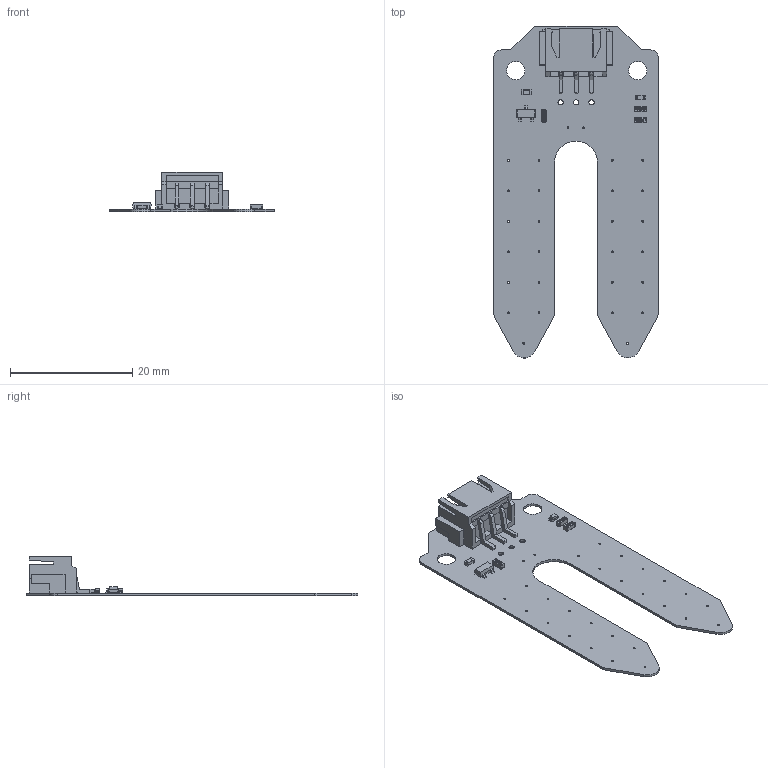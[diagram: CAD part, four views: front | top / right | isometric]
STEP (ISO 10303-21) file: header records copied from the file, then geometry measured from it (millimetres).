
FILE_DESCRIPTION(('Open CASCADE Model'),'2;1');
FILE_NAME('Open CASCADE Shape Model','2019-01-09T08:37:56',('Author'),( 'Open CASCADE'),'Open CASCADE STEP processor 6.8','Open CASCADE 6.8' ,'Unknown');
FILE_SCHEMA(('AUTOMOTIVE_DESIGN { 1 0 10303 214 1 1 1 1 }'));
Length unit declared in the file: millimetre
Products named in the file (14): PCB; Board; C1; CAP_0603L; J1; JACK_3; LED1; User_Library-LED_SMD0603; R1; User_Library-0603(1608M)_Res; R2; Q1; SW3DPS-SOT-23-DEFAULT; R3
Assembly tree (15 placements, depth 3):
  PCB
    Board
    C1
      CAP_0603L
    J1
      JACK_3
    LED1
      User_Library-LED_SMD0603
    R1
      User_Library-0603(1608M)_Res
    R2
      User_Library-0603(1608M)_Res
    Q1
      SW3DPS-SOT-23-DEFAULT
    R3
      User_Library-0603(1608M)_Res
Bounding box: 27 x 54.42 x 6.41 mm (x, y, z)
Volume: 732.5 mm3; surface area: 3101.4 mm2
Topology: 20 solids, 20 shells, 742 faces, 1915 edges, 1210 vertices
Faces by surface type: plane 376, bspline 216, cylinder 142, sphere 8
Full cylindrical faces by diameter (mm): 0.3 x28, 0.864 x3, 3 x2
Entity records: 20814 total; most frequent: CARTESIAN_POINT 5943, ORIENTED_EDGE 2526, DIRECTION 2179, EDGE_CURVE 1263, LINE 931, VECTOR 931, VERTEX_POINT 814, AXIS2_PLACEMENT_3D 624
